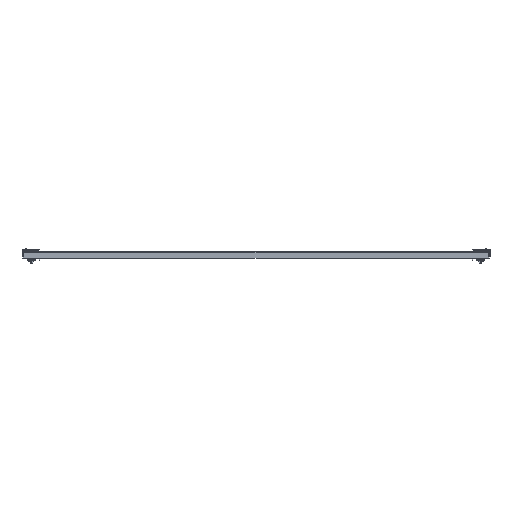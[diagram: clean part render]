
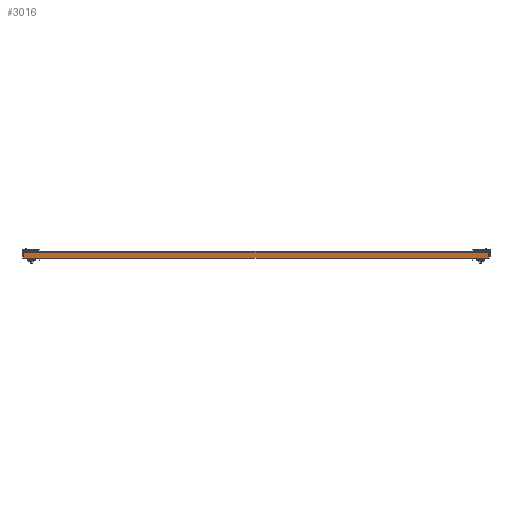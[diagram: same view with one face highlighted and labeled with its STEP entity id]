
A CAD part, front view. The second image highlights one B-rep face of the part: STEP entity #3016.
In plain terms, the highlighted planar face has unit normal (0, -1, 0).
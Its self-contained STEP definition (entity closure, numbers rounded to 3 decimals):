
#3016=ADVANCED_FACE('',(#7382),#7383,.F.);
#7382=FACE_OUTER_BOUND('',#13364,.T.);
#7383=PLANE('',#13365);
#13364=EDGE_LOOP('',(#25856,#25857,#25858,#25859));
#13365=AXIS2_PLACEMENT_3D('',#25860,#25861,#25862);
#25856=ORIENTED_EDGE('',*,*,#40976,.F.);
#25857=ORIENTED_EDGE('',*,*,#40977,.T.);
#25858=ORIENTED_EDGE('',*,*,#40973,.T.);
#25859=ORIENTED_EDGE('',*,*,#40978,.F.);
#25860=CARTESIAN_POINT('',(347.4,0.0,16.5));
#25861=DIRECTION('',(0.0,1.0,0.));
#25862=DIRECTION('',(1.0,0.0,0.0));
#40973=EDGE_CURVE('',#49195,#49193,#49196,.T.);
#40976=EDGE_CURVE('',#49199,#49200,#49201,.T.);
#40977=EDGE_CURVE('',#49199,#49195,#49202,.T.);
#40978=EDGE_CURVE('',#49200,#49193,#49203,.T.);
#49193=VERTEX_POINT('',#61377);
#49195=VERTEX_POINT('',#61380);
#49196=LINE('',#61381,#61382);
#49199=VERTEX_POINT('',#61386);
#49200=VERTEX_POINT('',#61387);
#49201=LINE('',#61388,#61389);
#49202=LINE('',#61390,#61391);
#49203=LINE('',#61392,#61393);
#61377=CARTESIAN_POINT('',(693.4,0.0,7.5));
#61380=CARTESIAN_POINT('',(1.4,0.0,7.5));
#61381=CARTESIAN_POINT('',(347.4,0.0,7.5));
#61382=VECTOR('',#75368,1.0);
#61386=CARTESIAN_POINT('',(1.4,0.0,15.5));
#61387=CARTESIAN_POINT('',(693.4,0.0,15.5));
#61388=CARTESIAN_POINT('',(347.4,0.0,15.5));
#61389=VECTOR('',#75370,1.0);
#61390=CARTESIAN_POINT('',(1.4,0.0,16.5));
#61391=VECTOR('',#75371,1.0);
#61392=CARTESIAN_POINT('',(693.4,0.0,16.5));
#61393=VECTOR('',#75372,1.0);
#75368=DIRECTION('',(1.0,0.0,0.0));
#75370=DIRECTION('',(1.0,0.0,0.0));
#75371=DIRECTION('',(0.,0.,-1.0));
#75372=DIRECTION('',(0.,0.,-1.0));
